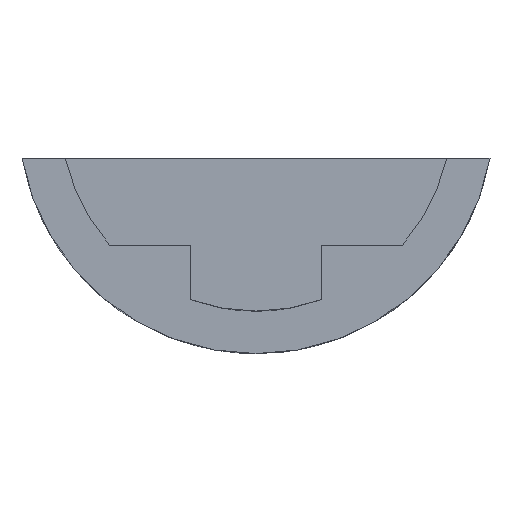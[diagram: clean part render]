
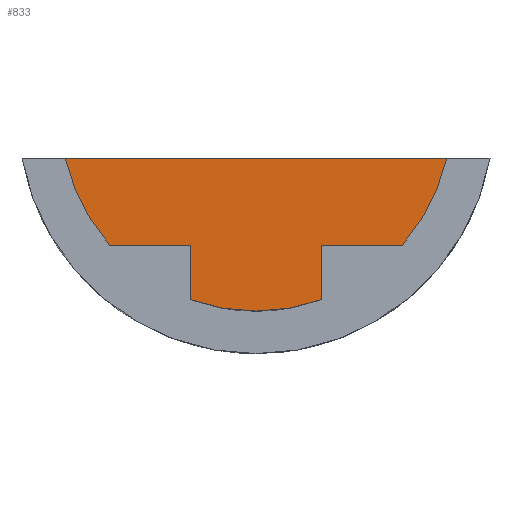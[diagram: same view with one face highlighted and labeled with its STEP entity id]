
A CAD part, front view. The second image highlights one B-rep face of the part: STEP entity #833.
In plain terms, the highlighted planar face has unit normal (0, -1, 0).
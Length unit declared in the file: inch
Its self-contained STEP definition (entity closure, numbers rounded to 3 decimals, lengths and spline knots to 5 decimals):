
#14 = DIRECTION ( 'NONE',  ( -1., 0., 0. ) ) ;
#28 = CARTESIAN_POINT ( 'NONE',  ( -0.18195, -1., -0.2395 ) ) ;
#62 = FACE_OUTER_BOUND ( 'NONE', #753, .T. ) ;
#67 = ORIENTED_EDGE ( 'NONE', *, *, #627, .F. ) ;
#85 = EDGE_CURVE ( 'NONE', #1366, #791, #580, .T. ) ;
#96 = DIRECTION ( 'NONE',  ( 0., -1., 0. ) ) ;
#102 = CIRCLE ( 'NONE', #690, 0.54 ) ;
#308 = DIRECTION ( 'NONE',  ( 1., 0., 0. ) ) ;
#341 = DIRECTION ( 'NONE',  ( -1., 0., 0. ) ) ;
#344 = DIRECTION ( 'NONE',  ( 0., 0., -1. ) ) ;
#381 = LINE ( 'NONE', #692, #612 ) ;
#386 = EDGE_CURVE ( 'NONE', #1412, #1514, #381, .T. ) ;
#398 = CARTESIAN_POINT ( 'NONE',  ( -0.52695, -1., 0. ) ) ;
#401 = AXIS2_PLACEMENT_3D ( 'NONE', #1402, #1337, #617 ) ;
#414 = EDGE_CURVE ( 'NONE', #703, #1188, #624, .T. ) ;
#431 = LINE ( 'NONE', #28, #443 ) ;
#443 = VECTOR ( 'NONE', #14, 39.37008 ) ;
#448 = DIRECTION ( 'NONE',  ( 0., 0., -1. ) ) ;
#453 = LINE ( 'NONE', #1020, #471 ) ;
#465 = CARTESIAN_POINT ( 'NONE',  ( -0.18195, -1., -0.2395 ) ) ;
#471 = VECTOR ( 'NONE', #1141, 39.37008 ) ;
#480 = CARTESIAN_POINT ( 'NONE',  ( 0.52695, -1., -0.2395 ) ) ;
#508 = CIRCLE ( 'NONE', #514, 0.54 ) ;
#514 = AXIS2_PLACEMENT_3D ( 'NONE', #923, #1284, #1131 ) ;
#572 = VECTOR ( 'NONE', #341, 39.37008 ) ;
#580 = LINE ( 'NONE', #480, #572 ) ;
#595 = VECTOR ( 'NONE', #308, 39.37008 ) ;
#604 = EDGE_CURVE ( 'NONE', #1412, #865, #431, .T. ) ;
#609 = CARTESIAN_POINT ( 'NONE',  ( -0.18195, -1., -0.39042 ) ) ;
#612 = VECTOR ( 'NONE', #344, 39.37008 ) ;
#613 = EDGE_CURVE ( 'NONE', #791, #1208, #453, .T. ) ;
#617 = DIRECTION ( 'NONE',  ( 0., 0., -1. ) ) ;
#624 = LINE ( 'NONE', #646, #595 ) ;
#627 = EDGE_CURVE ( 'NONE', #1208, #1514, #508, .T. ) ;
#646 = CARTESIAN_POINT ( 'NONE',  ( -0.52695, -1., 0. ) ) ;
#690 = AXIS2_PLACEMENT_3D ( 'NONE', #1523, #758, #1659 ) ;
#692 = CARTESIAN_POINT ( 'NONE',  ( -0.18195, -1., -0.2395 ) ) ;
#703 = VERTEX_POINT ( 'NONE', #398 ) ;
#709 = EDGE_CURVE ( 'NONE', #1188, #1366, #1288, .T. ) ;
#712 = ORIENTED_EDGE ( 'NONE', *, *, #386, .T. ) ;
#753 = EDGE_LOOP ( 'NONE', ( #712, #67, #983, #1635, #1662, #893, #1637, #1460 ) ) ;
#758 = DIRECTION ( 'NONE',  ( 0., 1., 0. ) ) ;
#791 = VERTEX_POINT ( 'NONE', #1313 ) ;
#833 = ADVANCED_FACE ( 'NONE', ( #62 ), #1501, .T. ) ;
#865 = VERTEX_POINT ( 'NONE', #1653 ) ;
#870 = EDGE_CURVE ( 'NONE', #865, #703, #102, .T. ) ;
#893 = ORIENTED_EDGE ( 'NONE', *, *, #414, .F. ) ;
#923 = CARTESIAN_POINT ( 'NONE',  ( 0., -1., 0.118 ) ) ;
#983 = ORIENTED_EDGE ( 'NONE', *, *, #613, .F. ) ;
#1011 = CARTESIAN_POINT ( 'NONE',  ( 0., -1., 0.118 ) ) ;
#1017 = CARTESIAN_POINT ( 'NONE',  ( 0.40471, -1., -0.2395 ) ) ;
#1020 = CARTESIAN_POINT ( 'NONE',  ( 0.18195, -1., -0.2395 ) ) ;
#1131 = DIRECTION ( 'NONE',  ( 0., 0., -1. ) ) ;
#1141 = DIRECTION ( 'NONE',  ( 0., 0., -1. ) ) ;
#1188 = VERTEX_POINT ( 'NONE', #1609 ) ;
#1208 = VERTEX_POINT ( 'NONE', #1364 ) ;
#1284 = DIRECTION ( 'NONE',  ( 0., 1., 0. ) ) ;
#1288 = CIRCLE ( 'NONE', #401, 0.54 ) ;
#1313 = CARTESIAN_POINT ( 'NONE',  ( 0.18195, -1., -0.2395 ) ) ;
#1337 = DIRECTION ( 'NONE',  ( 0., 1., 0. ) ) ;
#1364 = CARTESIAN_POINT ( 'NONE',  ( 0.18195, -1., -0.39042 ) ) ;
#1366 = VERTEX_POINT ( 'NONE', #1017 ) ;
#1402 = CARTESIAN_POINT ( 'NONE',  ( 0., -1., 0.118 ) ) ;
#1412 = VERTEX_POINT ( 'NONE', #465 ) ;
#1460 = ORIENTED_EDGE ( 'NONE', *, *, #604, .F. ) ;
#1501 = PLANE ( 'NONE',  #1513 ) ;
#1513 = AXIS2_PLACEMENT_3D ( 'NONE', #1011, #96, #448 ) ;
#1514 = VERTEX_POINT ( 'NONE', #609 ) ;
#1523 = CARTESIAN_POINT ( 'NONE',  ( 0., -1., 0.118 ) ) ;
#1609 = CARTESIAN_POINT ( 'NONE',  ( 0.52695, -1., 0. ) ) ;
#1635 = ORIENTED_EDGE ( 'NONE', *, *, #85, .F. ) ;
#1637 = ORIENTED_EDGE ( 'NONE', *, *, #870, .F. ) ;
#1653 = CARTESIAN_POINT ( 'NONE',  ( -0.40471, -1., -0.2395 ) ) ;
#1659 = DIRECTION ( 'NONE',  ( 0., 0., -1. ) ) ;
#1662 = ORIENTED_EDGE ( 'NONE', *, *, #709, .F. ) ;
